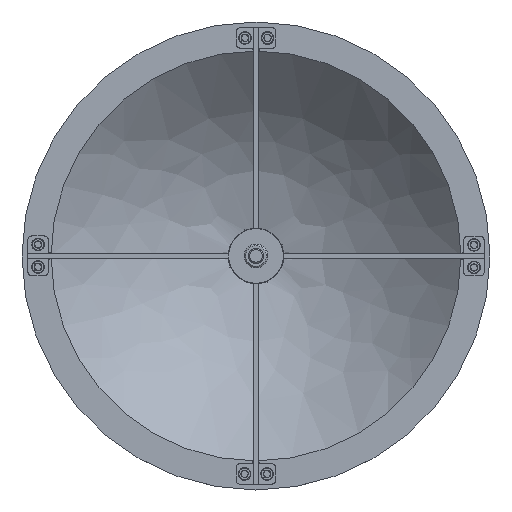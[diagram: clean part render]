
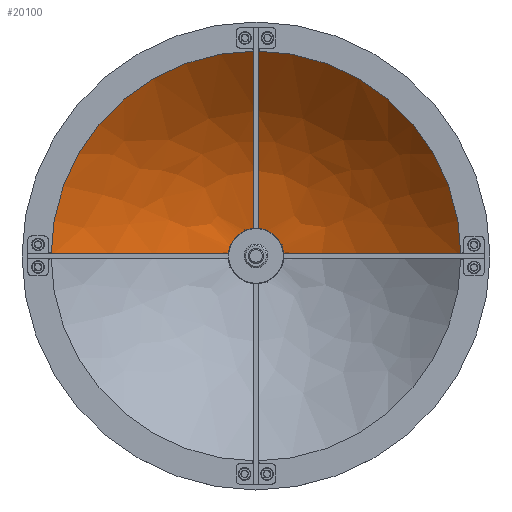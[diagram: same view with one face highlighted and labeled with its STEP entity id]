
A CAD part, top view. The second image highlights one B-rep face of the part: STEP entity #20100.
In plain terms, the highlighted free-form (B-spline) face has degree [3, 3] with [4, 4] control points.
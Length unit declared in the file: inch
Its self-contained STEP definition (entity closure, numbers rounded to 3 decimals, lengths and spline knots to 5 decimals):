
#1037 = ORIENTED_EDGE ( 'NONE', *, *, #28320, .T. ) ;
#1511 = CARTESIAN_POINT ( 'NONE',  ( 2.12583, 4.25167, 0.63252 ) ) ;
#1717 = CARTESIAN_POINT ( 'NONE',  ( 3., 0., 1.55039 ) ) ;
#1881 = CARTESIAN_POINT ( 'NONE',  ( 2.12583, 0., 0.63252 ) ) ;
#2025 = CARTESIAN_POINT ( 'NONE',  ( 1.25167, 0., 0.11583 ) ) ;
#4080 = CARTESIAN_POINT ( 'NONE',  ( -3., 0., 1.55039 ) ) ;
#4286 = CARTESIAN_POINT ( 'NONE',  ( 0.3775, 0., 0.00033 ) ) ;
#4509 = VERTEX_POINT ( 'NONE', #15929 ) ;
#4522 = AXIS2_PLACEMENT_3D ( 'NONE', #20695, #6533, #9418 ) ;
#6246 = B_SPLINE_CURVE_WITH_KNOTS ( 'NONE', 3,
 ( #30277, #30426, #8202, #27543 ),
 .UNSPECIFIED., .F., .F.,
 ( 4, 4 ),
 ( -3., -0.3775 ),
 .UNSPECIFIED. ) ;
#6533 = DIRECTION ( 'NONE',  ( 0., 0., 1. ) ) ;
#6836 = CARTESIAN_POINT ( 'NONE',  ( 1.25167, 0., 0.11583 ) ) ;
#6945 = EDGE_CURVE ( 'NONE', #18937, #4509, #29335, .T. ) ;
#8202 = CARTESIAN_POINT ( 'NONE',  ( -1.25167, 0., 0.11583 ) ) ;
#8474 = DIRECTION ( 'NONE',  ( 0., 0., 1. ) ) ;
#8949 = ORIENTED_EDGE ( 'NONE', *, *, #6945, .T. ) ;
#9411 = CARTESIAN_POINT ( 'NONE',  ( -1.25167, 2.50333, 0.11583 ) ) ;
#9418 = DIRECTION ( 'NONE',  ( 1., 0., 0. ) ) ;
#11223 = CIRCLE ( 'NONE', #4522, 0.3775 ) ;
#11716 = CARTESIAN_POINT ( 'NONE',  ( 0.3775, 0., 0.00033 ) ) ;
#13352 = AXIS2_PLACEMENT_3D ( 'NONE', #20704, #8474, #18306 ) ;
#13923 = CARTESIAN_POINT ( 'NONE',  ( 2.12583, 0., 0.63252 ) ) ;
#15428 = VERTEX_POINT ( 'NONE', #21426 ) ;
#15929 = CARTESIAN_POINT ( 'NONE',  ( -3., 0., 1.55039 ) ) ;
#16344 = FACE_OUTER_BOUND ( 'NONE', #30243, .T. ) ;
#16503 = ORIENTED_EDGE ( 'NONE', *, *, #31828, .F. ) ;
#16827 = CARTESIAN_POINT ( 'NONE',  ( -0.3775, 0., 0.00033 ) ) ;
#17628 = B_SPLINE_CURVE_WITH_KNOTS ( 'NONE', 3,
 ( #1717, #1881, #2025, #11716 ),
 .UNSPECIFIED., .F., .F.,
 ( 4, 4 ),
 ( -3., -0.3775 ),
 .UNSPECIFIED. ) ;
#18306 = DIRECTION ( 'NONE',  ( 1., 0., 0. ) ) ;
#18927 = CARTESIAN_POINT ( 'NONE',  ( -0.3775, 0.755, 0.00033 ) ) ;
#18937 = VERTEX_POINT ( 'NONE', #24381 ) ;
#19079 = CARTESIAN_POINT ( 'NONE',  ( 3., 6., 1.55039 ) ) ;
#19239 = CARTESIAN_POINT ( 'NONE',  ( -1.25167, 0., 0.11583 ) ) ;
#20100 = ADVANCED_FACE ( 'NONE', ( #16344 ), #26318, .F. ) ;
#20695 = CARTESIAN_POINT ( 'NONE',  ( 0., 0., 0.00033 ) ) ;
#20704 = CARTESIAN_POINT ( 'NONE',  ( 0., 0., 1.55039 ) ) ;
#21175 = CARTESIAN_POINT ( 'NONE',  ( 3., 0., 1.55039 ) ) ;
#21224 = EDGE_CURVE ( 'NONE', #31820, #15428, #11223, .T. ) ;
#21335 = CARTESIAN_POINT ( 'NONE',  ( -2.12583, 4.25167, 0.63252 ) ) ;
#21426 = CARTESIAN_POINT ( 'NONE',  ( -0.3775, 0., 0.00033 ) ) ;
#23597 = CARTESIAN_POINT ( 'NONE',  ( -3., 6., 1.55039 ) ) ;
#24381 = CARTESIAN_POINT ( 'NONE',  ( 3., 0., 1.55039 ) ) ;
#26018 = ORIENTED_EDGE ( 'NONE', *, *, #21224, .F. ) ;
#26318 =( BOUNDED_SURFACE ( )  B_SPLINE_SURFACE ( 3, 3, ( 
 ( #21175, #19079, #23597, #4080 ),
 ( #13923, #1511, #21335, #28909 ),
 ( #6836, #31005, #9411, #19239 ),
 ( #31173, #29071, #18927, #16827 ) ),
 .UNSPECIFIED., .F., .F., .F. ) 
 B_SPLINE_SURFACE_WITH_KNOTS ( ( 4, 4 ),
 ( 4, 4 ),
 ( -3., -0.3775 ),
 ( 0., 1. ),
 .UNSPECIFIED. ) 
 GEOMETRIC_REPRESENTATION_ITEM ( )  RATIONAL_B_SPLINE_SURFACE ( (
 ( 1., 0.333, 0.333, 1.),
 ( 1., 0.333, 0.333, 1.),
 ( 1., 0.333, 0.333, 1.),
 ( 1., 0.333, 0.333, 1.) ) ) 
 REPRESENTATION_ITEM ( '' )  SURFACE ( )  );
#27543 = CARTESIAN_POINT ( 'NONE',  ( -0.3775, 0., 0.00033 ) ) ;
#28320 = EDGE_CURVE ( 'NONE', #4509, #15428, #6246, .T. ) ;
#28909 = CARTESIAN_POINT ( 'NONE',  ( -2.12583, 0., 0.63252 ) ) ;
#29071 = CARTESIAN_POINT ( 'NONE',  ( 0.3775, 0.755, 0.00033 ) ) ;
#29335 = CIRCLE ( 'NONE', #13352, 3. ) ;
#30243 = EDGE_LOOP ( 'NONE', ( #16503, #8949, #1037, #26018 ) ) ;
#30277 = CARTESIAN_POINT ( 'NONE',  ( -3., 0., 1.55039 ) ) ;
#30426 = CARTESIAN_POINT ( 'NONE',  ( -2.12583, 0., 0.63252 ) ) ;
#31005 = CARTESIAN_POINT ( 'NONE',  ( 1.25167, 2.50333, 0.11583 ) ) ;
#31173 = CARTESIAN_POINT ( 'NONE',  ( 0.3775, 0., 0.00033 ) ) ;
#31820 = VERTEX_POINT ( 'NONE', #4286 ) ;
#31828 = EDGE_CURVE ( 'NONE', #18937, #31820, #17628, .T. ) ;
